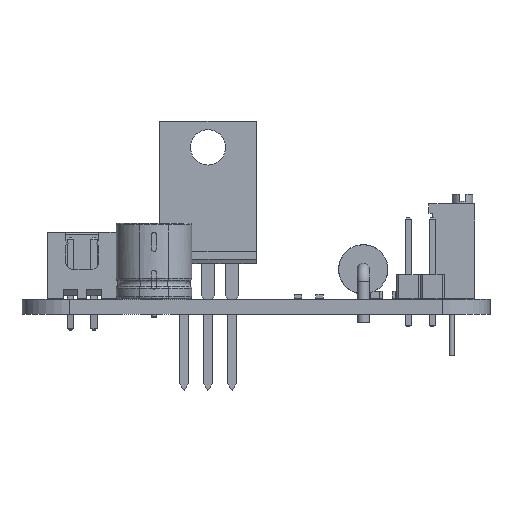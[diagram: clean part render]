
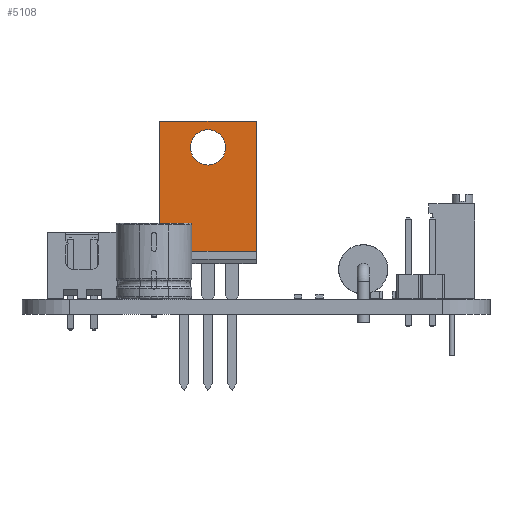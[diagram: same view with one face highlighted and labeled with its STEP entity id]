
A CAD part, left-side view. The second image highlights one B-rep face of the part: STEP entity #5108.
In plain terms, the highlighted face is planar.
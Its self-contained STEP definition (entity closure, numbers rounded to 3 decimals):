
#4553 = VERTEX_POINT('',#4554);
#4554 = CARTESIAN_POINT('',(-2.575,3.16,18.775));
#4560 = EDGE_CURVE('',#4561,#4553,#4563,.T.);
#4561 = VERTEX_POINT('',#4562);
#4562 = CARTESIAN_POINT('',(-2.575,3.16,5.));
#4563 = LINE('',#4564,#4565);
#4564 = CARTESIAN_POINT('',(-2.575,3.16,5.));
#4565 = VECTOR('',#4566,1.);
#4566 = DIRECTION('',(0.,0.,1.));
#4619 = VERTEX_POINT('',#4620);
#4620 = CARTESIAN_POINT('',(7.655,3.16,5.));
#4626 = EDGE_CURVE('',#4619,#4627,#4629,.T.);
#4627 = VERTEX_POINT('',#4628);
#4628 = CARTESIAN_POINT('',(7.655,3.16,18.775));
#4629 = LINE('',#4630,#4631);
#4630 = CARTESIAN_POINT('',(7.655,3.16,5.));
#4631 = VECTOR('',#4632,1.);
#4632 = DIRECTION('',(0.,0.,1.));
#4651 = EDGE_CURVE('',#4561,#4619,#4652,.T.);
#4652 = LINE('',#4653,#4654);
#4653 = CARTESIAN_POINT('',(-2.575,3.16,5.));
#4654 = VECTOR('',#4655,1.);
#4655 = DIRECTION('',(1.,0.,0.));
#5108 = ADVANCED_FACE('',(#5109,#5120),#5131,.T.);
#5109 = FACE_BOUND('',#5110,.T.);
#5110 = EDGE_LOOP('',(#5111,#5112,#5118,#5119));
#5111 = ORIENTED_EDGE('',*,*,#4560,.T.);
#5112 = ORIENTED_EDGE('',*,*,#5113,.T.);
#5113 = EDGE_CURVE('',#4553,#4627,#5114,.T.);
#5114 = LINE('',#5115,#5116);
#5115 = CARTESIAN_POINT('',(-2.575,3.16,18.775));
#5116 = VECTOR('',#5117,1.);
#5117 = DIRECTION('',(1.,0.,0.));
#5118 = ORIENTED_EDGE('',*,*,#4626,.F.);
#5119 = ORIENTED_EDGE('',*,*,#4651,.F.);
#5120 = FACE_BOUND('',#5121,.T.);
#5121 = EDGE_LOOP('',(#5122));
#5122 = ORIENTED_EDGE('',*,*,#5123,.T.);
#5123 = EDGE_CURVE('',#5124,#5124,#5126,.T.);
#5124 = VERTEX_POINT('',#5125);
#5125 = CARTESIAN_POINT('',(4.408,3.16,16.005));
#5126 = CIRCLE('',#5127,1.868);
#5127 = AXIS2_PLACEMENT_3D('',#5128,#5129,#5130);
#5128 = CARTESIAN_POINT('',(2.54,3.16,16.005));
#5129 = DIRECTION('',(0.,-1.,0.));
#5130 = DIRECTION('',(1.,0.,0.));
#5131 = PLANE('',#5132);
#5132 = AXIS2_PLACEMENT_3D('',#5133,#5134,#5135);
#5133 = CARTESIAN_POINT('',(-2.575,3.16,5.));
#5134 = DIRECTION('',(0.,1.,0.));
#5135 = DIRECTION('',(1.,0.,0.));
